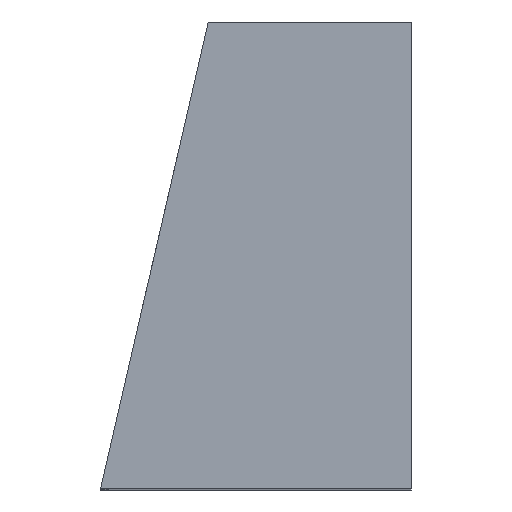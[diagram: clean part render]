
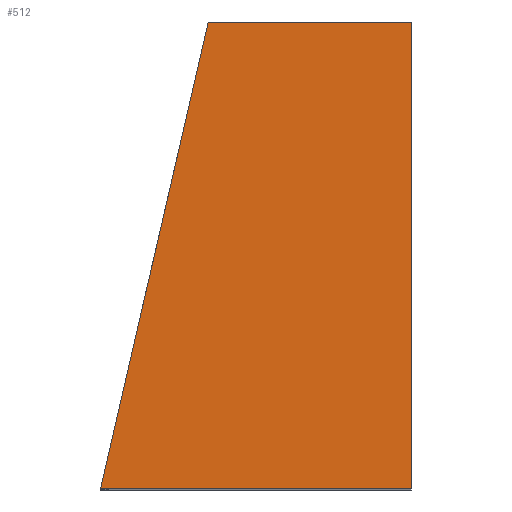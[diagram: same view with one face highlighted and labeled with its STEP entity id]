
A CAD part, top view. The second image highlights one B-rep face of the part: STEP entity #512.
In plain terms, the highlighted planar face has unit normal (0, 0, 1).
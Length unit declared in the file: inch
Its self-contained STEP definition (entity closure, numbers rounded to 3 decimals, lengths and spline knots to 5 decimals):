
#51 = EDGE_LOOP ( 'NONE', ( #179, #136, #128, #202 ) ) ;
#70 = VECTOR ( 'NONE', #316, 39.37008 ) ;
#74 = LINE ( 'NONE', #441, #193 ) ;
#96 = LINE ( 'NONE', #373, #144 ) ;
#122 = VECTOR ( 'NONE', #419, 39.37008 ) ;
#128 = ORIENTED_EDGE ( 'NONE', *, *, #356, .F. ) ;
#134 = LINE ( 'NONE', #315, #70 ) ;
#136 = ORIENTED_EDGE ( 'NONE', *, *, #413, .F. ) ;
#137 = LINE ( 'NONE', #418, #122 ) ;
#144 = VECTOR ( 'NONE', #375, 39.37008 ) ;
#155 = FACE_OUTER_BOUND ( 'NONE', #51, .T. ) ;
#179 = ORIENTED_EDGE ( 'NONE', *, *, #276, .T. ) ;
#193 = VECTOR ( 'NONE', #442, 39.37008 ) ;
#202 = ORIENTED_EDGE ( 'NONE', *, *, #244, .F. ) ;
#243 = AXIS2_PLACEMENT_3D ( 'NONE', #467, #468, #469 ) ;
#244 = EDGE_CURVE ( 'NONE', #303, #294, #134, .T. ) ;
#276 = EDGE_CURVE ( 'NONE', #303, #302, #96, .T. ) ;
#294 = VERTEX_POINT ( 'NONE', #403 ) ;
#298 = VERTEX_POINT ( 'NONE', #406 ) ;
#302 = VERTEX_POINT ( 'NONE', #409 ) ;
#303 = VERTEX_POINT ( 'NONE', #410 ) ;
#315 = CARTESIAN_POINT ( 'NONE',  ( 0.1, -0.15, 0.3125 ) ) ;
#316 = DIRECTION ( 'NONE',  ( 0., -1., 0. ) ) ;
#356 = EDGE_CURVE ( 'NONE', #294, #298, #137, .T. ) ;
#373 = CARTESIAN_POINT ( 'NONE',  ( 0.1, 0.15, 0.3125 ) ) ;
#375 = DIRECTION ( 'NONE',  ( -1., 0., 0. ) ) ;
#403 = CARTESIAN_POINT ( 'NONE',  ( 0.1, -0.15, 0.3125 ) ) ;
#406 = CARTESIAN_POINT ( 'NONE',  ( -0.1, -0.15, 0.3125 ) ) ;
#409 = CARTESIAN_POINT ( 'NONE',  ( -0.03074, 0.15, 0.3125 ) ) ;
#410 = CARTESIAN_POINT ( 'NONE',  ( 0.1, 0.15, 0.3125 ) ) ;
#413 = EDGE_CURVE ( 'NONE', #298, #302, #74, .T. ) ;
#418 = CARTESIAN_POINT ( 'NONE',  ( 0.1, -0.15, 0.3125 ) ) ;
#419 = DIRECTION ( 'NONE',  ( -1., 0., 0. ) ) ;
#441 = CARTESIAN_POINT ( 'NONE',  ( -0.1, -0.15, 0.3125 ) ) ;
#442 = DIRECTION ( 'NONE',  ( 0.225, 0.974, 0. ) ) ;
#466 = PLANE ( 'NONE',  #243 ) ;
#467 = CARTESIAN_POINT ( 'NONE',  ( 0.1, -0.15, 0.3125 ) ) ;
#468 = DIRECTION ( 'NONE',  ( 0., 0., -1. ) ) ;
#469 = DIRECTION ( 'NONE',  ( -1., 0., 0. ) ) ;
#512 = ADVANCED_FACE ( 'NONE', ( #155 ), #466, .F. ) ;
